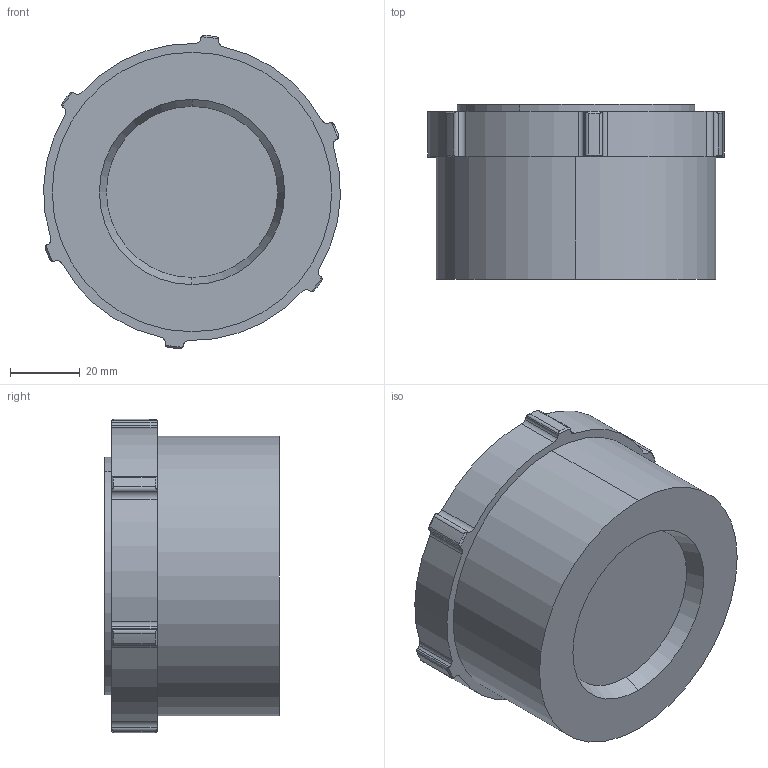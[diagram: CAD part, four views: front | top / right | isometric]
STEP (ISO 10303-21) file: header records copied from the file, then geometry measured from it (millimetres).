
FILE_DESCRIPTION (( 'STEP AP203' ), '1' );
FILE_NAME ('Ðàçåòêà.STEP', '2023-02-14T08:40:57', ( '' ), ( '' ), 'SwSTEP 2.0', 'SolidWorks 2021', '' );
FILE_SCHEMA (( 'CONFIG_CONTROL_DESIGN' ));
Length unit declared in the file: millimetre
Products named in the file (1): Ðàçåòêà
Bounding box: 84.96 x 50 x 89.72 mm (x, y, z)
Volume: 247786.6 mm3; surface area: 24967.8 mm2
Topology: 1 solids, 1 shells, 66 faces, 182 edges, 121 vertices
Faces by surface type: cylinder 45, cone 16, plane 5
Entity records: 2360 total; most frequent: CARTESIAN_POINT 546, DIRECTION 393, ORIENTED_EDGE 364, EDGE_CURVE 182, AXIS2_PLACEMENT_3D 172, VERTEX_POINT 121, CIRCLE 105, EDGE_LOOP 69
